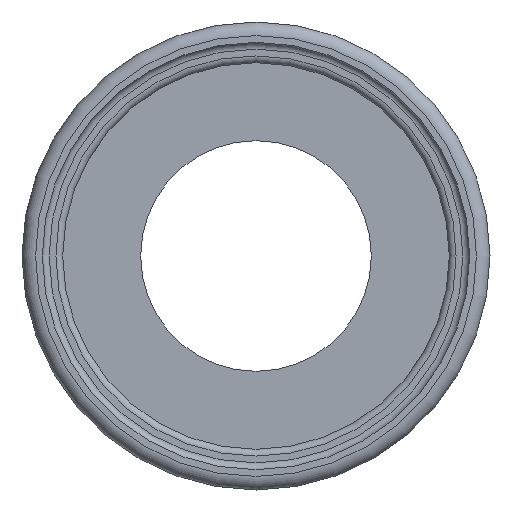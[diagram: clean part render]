
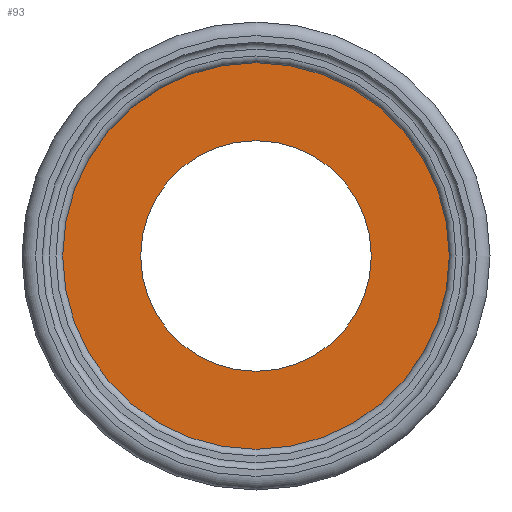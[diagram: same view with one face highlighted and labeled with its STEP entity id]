
A CAD part, left-side view. The second image highlights one B-rep face of the part: STEP entity #93.
In plain terms, the highlighted planar face has unit normal (-1, 0, 0).
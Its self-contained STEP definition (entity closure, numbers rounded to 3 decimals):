
#93 = ADVANCED_FACE( '', ( #188, #189 ), #190, .T. );
#188 = FACE_BOUND( '', #324, .T. );
#189 = FACE_OUTER_BOUND( '', #325, .T. );
#190 = PLANE( '', #326 );
#324 = EDGE_LOOP( '', ( #534 ) );
#325 = EDGE_LOOP( '', ( #535 ) );
#326 = AXIS2_PLACEMENT_3D( '', #536, #537, #538 );
#534 = ORIENTED_EDGE( '', *, *, #850, .T. );
#535 = ORIENTED_EDGE( '', *, *, #864, .F. );
#536 = CARTESIAN_POINT( '', ( 0.5, 14.25, 0. ) );
#537 = DIRECTION( '', ( -1., 0., 0. ) );
#538 = DIRECTION( '', ( 0., 0., 1. ) );
#850 = EDGE_CURVE( '', #1011, #1011, #1012, .F. );
#864 = EDGE_CURVE( '', #1039, #1039, #1040, .T. );
#1011 = VERTEX_POINT( '', #1328 );
#1012 = CIRCLE( '', #1329, 8.5 );
#1039 = VERTEX_POINT( '', #1356 );
#1040 = CIRCLE( '', #1357, 14.25 );
#1328 = CARTESIAN_POINT( '', ( 0.5, 0., 8.5 ) );
#1329 = AXIS2_PLACEMENT_3D( '', #1583, #1584, #1585 );
#1356 = CARTESIAN_POINT( '', ( 0.5, 0., -14.25 ) );
#1357 = AXIS2_PLACEMENT_3D( '', #1625, #1626, #1627 );
#1583 = CARTESIAN_POINT( '', ( 0.5, 0., 0. ) );
#1584 = DIRECTION( '', ( -1., 0., 0. ) );
#1585 = DIRECTION( '', ( 0., 0., 1. ) );
#1625 = CARTESIAN_POINT( '', ( 0.5, 0., 0. ) );
#1626 = DIRECTION( '', ( 1., 0., 0. ) );
#1627 = DIRECTION( '', ( 0., 0., -1. ) );
